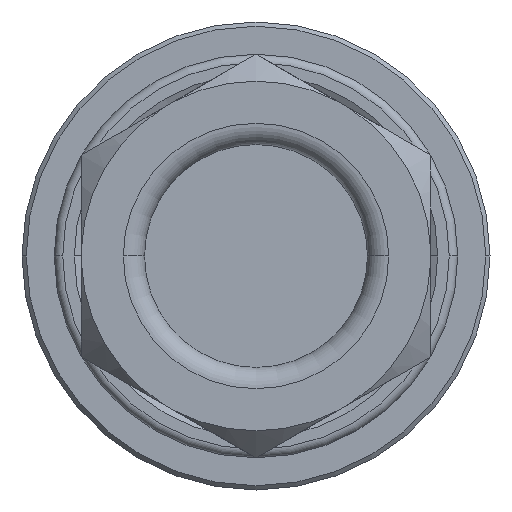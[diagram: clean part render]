
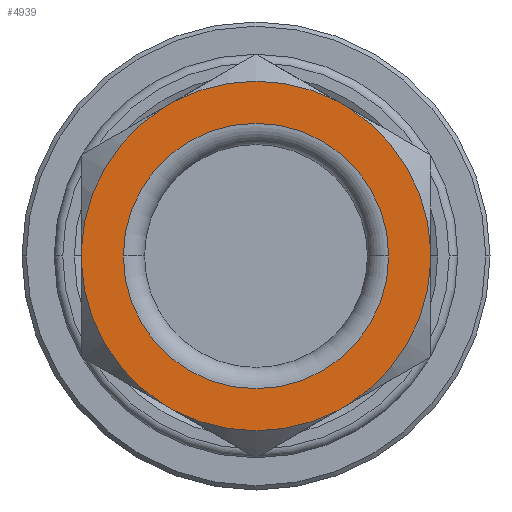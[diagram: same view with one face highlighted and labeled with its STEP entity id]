
A CAD part, front view. The second image highlights one B-rep face of the part: STEP entity #4939.
In plain terms, the highlighted planar face has unit normal (0, -1, 0).
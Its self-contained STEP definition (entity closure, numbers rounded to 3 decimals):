
#107 = DIRECTION ( 'NONE',  ( 0., -1., 0. ) ) ;
#245 = CARTESIAN_POINT ( 'NONE',  ( 0., 12.01, 9.525 ) ) ;
#280 = CARTESIAN_POINT ( 'NONE',  ( 0., 12.01, 0. ) ) ;
#287 = ORIENTED_EDGE ( 'NONE', *, *, #1722, .T. ) ;
#450 = DIRECTION ( 'NONE',  ( 1., 0., 0. ) ) ;
#457 = EDGE_CURVE ( 'NONE', #6178, #4241, #5359, .T. ) ;
#498 = VERTEX_POINT ( 'NONE', #2822 ) ;
#529 = DIRECTION ( 'NONE',  ( 0., -1., 0. ) ) ;
#741 = CARTESIAN_POINT ( 'NONE',  ( 4.367, 12.01, -7.004 ) ) ;
#874 = DIRECTION ( 'NONE',  ( 0., -1., 0. ) ) ;
#875 = LINE ( 'NONE', #245, #2163 ) ;
#886 = EDGE_CURVE ( 'NONE', #4241, #2631, #5503, .T. ) ;
#960 = CARTESIAN_POINT ( 'NONE',  ( -8.249, 12.01, 4.762 ) ) ;
#964 = DIRECTION ( 'NONE',  ( -1., 0., 0. ) ) ;
#993 = CARTESIAN_POINT ( 'NONE',  ( 8.249, 12.01, -0.28 ) ) ;
#1024 = EDGE_CURVE ( 'NONE', #7557, #7497, #1879, .T. ) ;
#1054 = DIRECTION ( 'NONE',  ( 0., -1., 0. ) ) ;
#1178 = CARTESIAN_POINT ( 'NONE',  ( -8.249, 12.01, 0.28 ) ) ;
#1353 = VECTOR ( 'NONE', #6129, 1000. ) ;
#1415 = FACE_OUTER_BOUND ( 'NONE', #6789, .T. ) ;
#1427 = ORIENTED_EDGE ( 'NONE', *, *, #2951, .T. ) ;
#1521 = CIRCLE ( 'NONE', #4905, 8.254 ) ;
#1527 = ORIENTED_EDGE ( 'NONE', *, *, #3177, .T. ) ;
#1546 = DIRECTION ( 'NONE',  ( 0., -1., 0. ) ) ;
#1694 = EDGE_CURVE ( 'NONE', #7260, #3431, #3484, .T. ) ;
#1722 = EDGE_CURVE ( 'NONE', #3431, #5890, #3762, .T. ) ;
#1774 = DIRECTION ( 'NONE',  ( -1., 0., 0. ) ) ;
#1865 = VECTOR ( 'NONE', #5232, 1000. ) ;
#1879 = CIRCLE ( 'NONE', #4883, 8.254 ) ;
#2009 = DIRECTION ( 'NONE',  ( -0.866, 0., -0.5 ) ) ;
#2047 = AXIS2_PLACEMENT_3D ( 'NONE', #6685, #3646, #1774 ) ;
#2074 = ORIENTED_EDGE ( 'NONE', *, *, #3189, .T. ) ;
#2152 = CARTESIAN_POINT ( 'NONE',  ( 0., 12.01, 0. ) ) ;
#2163 = VECTOR ( 'NONE', #2009, 1000. ) ;
#2200 = DIRECTION ( 'NONE',  ( -1., 0., 0. ) ) ;
#2561 = ORIENTED_EDGE ( 'NONE', *, *, #3035, .F. ) ;
#2563 = DIRECTION ( 'NONE',  ( 0., -1., 0. ) ) ;
#2599 = ORIENTED_EDGE ( 'NONE', *, *, #4409, .F. ) ;
#2600 = CARTESIAN_POINT ( 'NONE',  ( 8.249, 12.01, -4.762 ) ) ;
#2631 = VERTEX_POINT ( 'NONE', #7258 ) ;
#2692 = EDGE_CURVE ( 'NONE', #6813, #6178, #2969, .T. ) ;
#2793 = ORIENTED_EDGE ( 'NONE', *, *, #886, .T. ) ;
#2822 = CARTESIAN_POINT ( 'NONE',  ( -3.882, 12.01, 7.284 ) ) ;
#2906 = ORIENTED_EDGE ( 'NONE', *, *, #1024, .T. ) ;
#2951 = EDGE_CURVE ( 'NONE', #2631, #498, #7023, .T. ) ;
#2969 = LINE ( 'NONE', #2600, #5732 ) ;
#3017 = CIRCLE ( 'NONE', #5181, 6.266 ) ;
#3035 = EDGE_CURVE ( 'NONE', #3205, #7102, #3017, .T. ) ;
#3063 = AXIS2_PLACEMENT_3D ( 'NONE', #2152, #1054, #2200 ) ;
#3081 = CARTESIAN_POINT ( 'NONE',  ( 0., 12.01, 0. ) ) ;
#3177 = EDGE_CURVE ( 'NONE', #7497, #5357, #6916, .T. ) ;
#3189 = EDGE_CURVE ( 'NONE', #5357, #6813, #4430, .T. ) ;
#3205 = VERTEX_POINT ( 'NONE', #4890 ) ;
#3312 = CARTESIAN_POINT ( 'NONE',  ( -4.367, 12.01, 7.004 ) ) ;
#3335 = CARTESIAN_POINT ( 'NONE',  ( -8.249, 12.01, -0.28 ) ) ;
#3370 = ORIENTED_EDGE ( 'NONE', *, *, #4664, .T. ) ;
#3374 = DIRECTION ( 'NONE',  ( 0., -1., 0. ) ) ;
#3400 = CARTESIAN_POINT ( 'NONE',  ( -4.367, 12.01, -7.004 ) ) ;
#3431 = VERTEX_POINT ( 'NONE', #1178 ) ;
#3484 = CIRCLE ( 'NONE', #7775, 8.254 ) ;
#3514 = ORIENTED_EDGE ( 'NONE', *, *, #6230, .T. ) ;
#3556 = AXIS2_PLACEMENT_3D ( 'NONE', #3081, #107, #5498 ) ;
#3572 = FACE_BOUND ( 'NONE', #6752, .T. ) ;
#3621 = CARTESIAN_POINT ( 'NONE',  ( -8.249, 12.01, -4.763 ) ) ;
#3646 = DIRECTION ( 'NONE',  ( 0., 1., 0. ) ) ;
#3649 = DIRECTION ( 'NONE',  ( 0.866, 0., -0.5 ) ) ;
#3762 = LINE ( 'NONE', #960, #1865 ) ;
#4241 = VERTEX_POINT ( 'NONE', #4327 ) ;
#4294 = LINE ( 'NONE', #3621, #7479 ) ;
#4297 = CARTESIAN_POINT ( 'NONE',  ( 6.266, 12.01, 0. ) ) ;
#4299 = CARTESIAN_POINT ( 'NONE',  ( 8.249, 12.01, 4.762 ) ) ;
#4327 = CARTESIAN_POINT ( 'NONE',  ( 4.367, 12.01, 7.004 ) ) ;
#4409 = EDGE_CURVE ( 'NONE', #7102, #3205, #5362, .T. ) ;
#4430 = CIRCLE ( 'NONE', #3556, 8.254 ) ;
#4455 = DIRECTION ( 'NONE',  ( -1., 0., 0. ) ) ;
#4508 = CARTESIAN_POINT ( 'NONE',  ( 0., 12.01, 0. ) ) ;
#4524 = CARTESIAN_POINT ( 'NONE',  ( 0., 12.01, 0. ) ) ;
#4633 = CARTESIAN_POINT ( 'NONE',  ( -3.882, 12.01, -7.284 ) ) ;
#4664 = EDGE_CURVE ( 'NONE', #6031, #7557, #4294, .T. ) ;
#4883 = AXIS2_PLACEMENT_3D ( 'NONE', #4508, #3374, #964 ) ;
#4890 = CARTESIAN_POINT ( 'NONE',  ( -6.266, 12.01, 0. ) ) ;
#4905 = AXIS2_PLACEMENT_3D ( 'NONE', #280, #874, #4455 ) ;
#4907 = DIRECTION ( 'NONE',  ( 1., 0., 0. ) ) ;
#4939 = ADVANCED_FACE ( 'NONE', ( #3572, #1415 ), #5381, .F. ) ;
#4955 = CARTESIAN_POINT ( 'NONE',  ( 0., 12.01, 0. ) ) ;
#5153 = ORIENTED_EDGE ( 'NONE', *, *, #2692, .T. ) ;
#5181 = AXIS2_PLACEMENT_3D ( 'NONE', #7046, #529, #450 ) ;
#5232 = DIRECTION ( 'NONE',  ( 0., 0., -1. ) ) ;
#5357 = VERTEX_POINT ( 'NONE', #741 ) ;
#5359 = CIRCLE ( 'NONE', #3063, 8.254 ) ;
#5362 = CIRCLE ( 'NONE', #5994, 6.266 ) ;
#5381 = PLANE ( 'NONE',  #2047 ) ;
#5498 = DIRECTION ( 'NONE',  ( -1., 0., 0. ) ) ;
#5503 = LINE ( 'NONE', #4299, #1353 ) ;
#5551 = AXIS2_PLACEMENT_3D ( 'NONE', #5922, #7776, #7103 ) ;
#5732 = VECTOR ( 'NONE', #7405, 1000. ) ;
#5777 = ORIENTED_EDGE ( 'NONE', *, *, #457, .T. ) ;
#5890 = VERTEX_POINT ( 'NONE', #3335 ) ;
#5922 = CARTESIAN_POINT ( 'NONE',  ( 0., 12.01, 0. ) ) ;
#5980 = DIRECTION ( 'NONE',  ( 0.866, 0., 0.5 ) ) ;
#5994 = AXIS2_PLACEMENT_3D ( 'NONE', #4955, #2563, #4907 ) ;
#6031 = VERTEX_POINT ( 'NONE', #3400 ) ;
#6055 = CARTESIAN_POINT ( 'NONE',  ( 0., 12.01, -9.525 ) ) ;
#6129 = DIRECTION ( 'NONE',  ( -0.866, 0., 0.5 ) ) ;
#6178 = VERTEX_POINT ( 'NONE', #7415 ) ;
#6230 = EDGE_CURVE ( 'NONE', #498, #7260, #875, .T. ) ;
#6366 = VECTOR ( 'NONE', #5980, 1000. ) ;
#6423 = ORIENTED_EDGE ( 'NONE', *, *, #7202, .T. ) ;
#6523 = CARTESIAN_POINT ( 'NONE',  ( 3.882, 12.01, -7.284 ) ) ;
#6685 = CARTESIAN_POINT ( 'NONE',  ( 0., 12.01, 0. ) ) ;
#6752 = EDGE_LOOP ( 'NONE', ( #2599, #2561 ) ) ;
#6789 = EDGE_LOOP ( 'NONE', ( #287, #6423, #3370, #2906, #1527, #2074, #5153, #5777, #2793, #1427, #3514, #7601 ) ) ;
#6813 = VERTEX_POINT ( 'NONE', #993 ) ;
#6916 = LINE ( 'NONE', #6055, #6366 ) ;
#7023 = CIRCLE ( 'NONE', #5551, 8.254 ) ;
#7040 = DIRECTION ( 'NONE',  ( -1., 0., 0. ) ) ;
#7046 = CARTESIAN_POINT ( 'NONE',  ( 0., 12.01, 0. ) ) ;
#7102 = VERTEX_POINT ( 'NONE', #4297 ) ;
#7103 = DIRECTION ( 'NONE',  ( -1., 0., 0. ) ) ;
#7202 = EDGE_CURVE ( 'NONE', #5890, #6031, #1521, .T. ) ;
#7258 = CARTESIAN_POINT ( 'NONE',  ( 3.882, 12.01, 7.284 ) ) ;
#7260 = VERTEX_POINT ( 'NONE', #3312 ) ;
#7405 = DIRECTION ( 'NONE',  ( 0., 0., 1. ) ) ;
#7415 = CARTESIAN_POINT ( 'NONE',  ( 8.249, 12.01, 0.28 ) ) ;
#7479 = VECTOR ( 'NONE', #3649, 1000. ) ;
#7497 = VERTEX_POINT ( 'NONE', #6523 ) ;
#7557 = VERTEX_POINT ( 'NONE', #4633 ) ;
#7601 = ORIENTED_EDGE ( 'NONE', *, *, #1694, .T. ) ;
#7775 = AXIS2_PLACEMENT_3D ( 'NONE', #4524, #1546, #7040 ) ;
#7776 = DIRECTION ( 'NONE',  ( 0., -1., 0. ) ) ;
